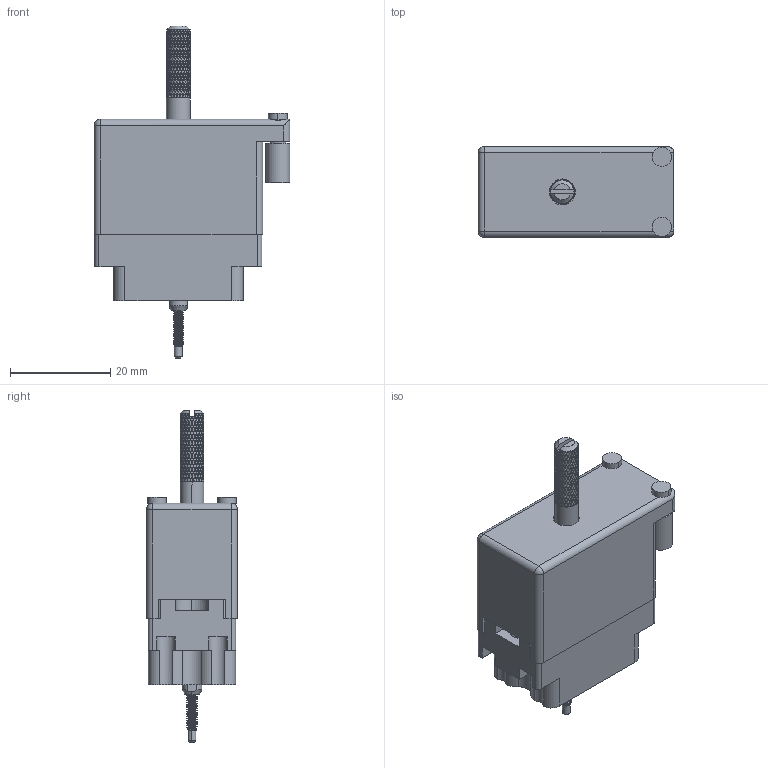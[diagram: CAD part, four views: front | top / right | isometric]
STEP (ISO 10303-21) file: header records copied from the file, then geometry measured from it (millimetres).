
FILE_DESCRIPTION (( 'STEP AP203' ), '1' );
FILE_NAME ('519-014-000-355.STEP', '2020-03-02T19:48:28', ( '' ), ( '' ), 'SwSTEP 2.0', 'SolidWorks 2016', '' );
FILE_SCHEMA (( 'CONFIG_CONTROL_DESIGN' ));
Length unit declared in the file: inch
Products named in the file (9): 516-250-021-102_519; 519-014-000-355; 516-252-022-102; 516-253-025-100; 516-251-025-100; 516-250-020-111; 516-230-001_Metal - 020 Side Entry; Actuating Screw Assy 020; 519 Plug Insulator_014
Assembly tree (8 placements, depth 3):
  519-014-000-355
    519 Plug Insulator_014
    Actuating Screw Assy 020
      516-251-025-100
      516-250-021-102_519
      516-250-020-111
      516-253-025-100
      516-252-022-102
    516-230-001_Metal - 020 Side Entry
Bounding box: 39.12 x 18.16 x 66.29 mm (x, y, z)
Volume: 9550.3 mm3; surface area: 13220 mm2
Topology: 7 solids, 7 shells, 3238 faces, 7183 edges, 3970 vertices
Faces by surface type: bspline 2022, cylinder 754, plane 440, cone 20, sphere 2
Entity records: 177297 total; most frequent: CARTESIAN_POINT 128247, ORIENTED_EDGE 14362, EDGE_CURVE 7181, DIRECTION 4923, VERTEX_POINT 3970, EDGE_LOOP 3307, FACE_OUTER_BOUND 3238, ADVANCED_FACE 3238
